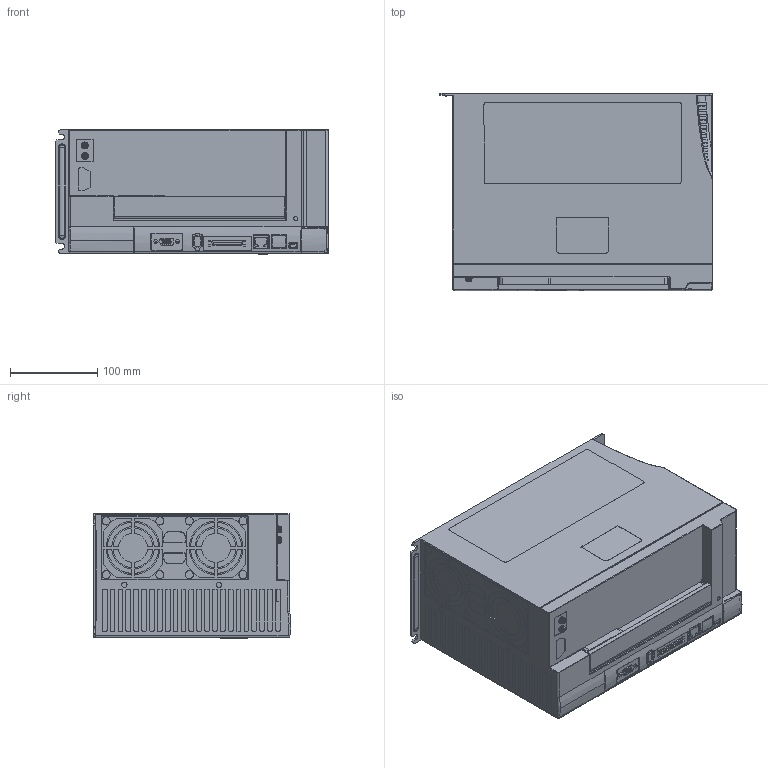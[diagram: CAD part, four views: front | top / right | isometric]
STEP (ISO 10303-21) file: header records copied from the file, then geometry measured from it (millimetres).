
FILE_DESCRIPTION (( 'STEP AP214' ), '1' );
FILE_NAME ('SV2A-4750_3D_All_20200930 1st B3c Extcoord NEW2Cm1Cb coord.STEP', '2023-03-01T01:38:27', ( '' ), ( '' ), 'SwSTEP 2.0', 'SolidWorks 2021', '' );
FILE_SCHEMA (( 'AUTOMOTIVE_DESIGN' ));
Length unit declared in the file: inch
Products named in the file (1): SV2A-4750_3D_All_20200930 1st B3c Extcoord NEW2Cm1Cb coord
Bounding box: 312 x 226.1 x 142 mm (x, y, z)
Volume: 8996887.4 mm3; surface area: 323014.3 mm2
Topology: 1 solids, 3 shells, 2555 faces, 6833 edges, 4433 vertices
Faces by surface type: plane 1190, bspline 657, cylinder 498, cone 210
Entity records: 141967 total; most frequent: CARTESIAN_POINT 58372, ORIENTED_EDGE 13600, DIRECTION 8741, EDGE_CURVE 6800, VERTEX_POINT 4433, LINE 3065, VECTOR 3065, AXIS2_PLACEMENT_3D 2838
